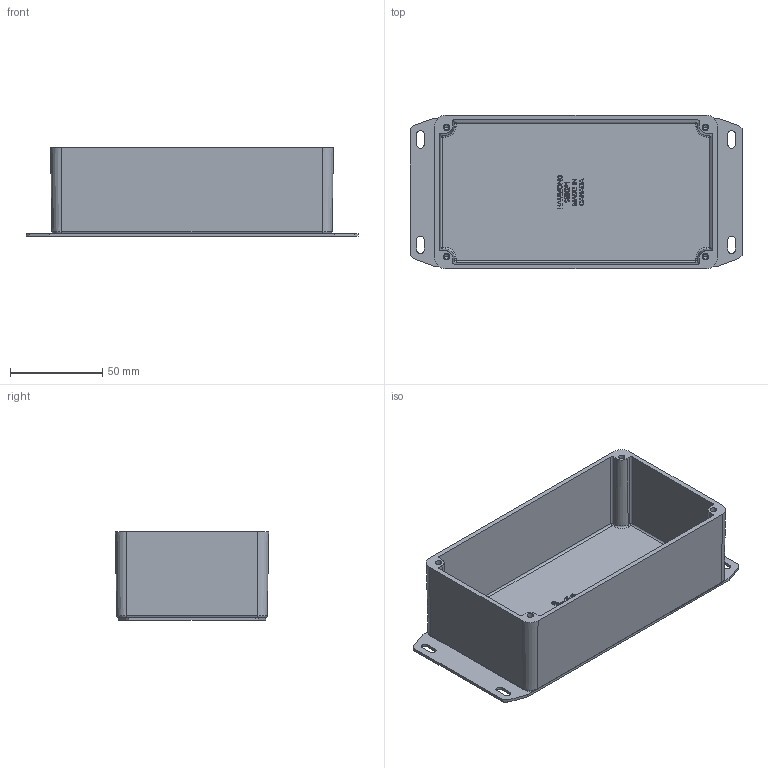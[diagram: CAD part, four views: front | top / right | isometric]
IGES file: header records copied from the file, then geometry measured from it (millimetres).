
Global section: file name: No Iges File Name specified; native system: Autodesk Inventor 2009; preprocessor: AutoDesk Inventor Iges Exporter R2009; author: trinas; date: 20090305.090830; units: inch
Bounding box: 179.53 x 83 x 48 mm (x, y, z)
Volume: 111311.7 mm3; surface area: 94455.9 mm2
Topology: 2 solids, 2 shells, 458 faces, 1196 edges, 772 vertices
Faces by surface type: plane 276, bspline 138, revolution 28, cone 8, cylinder 4, torus 4
